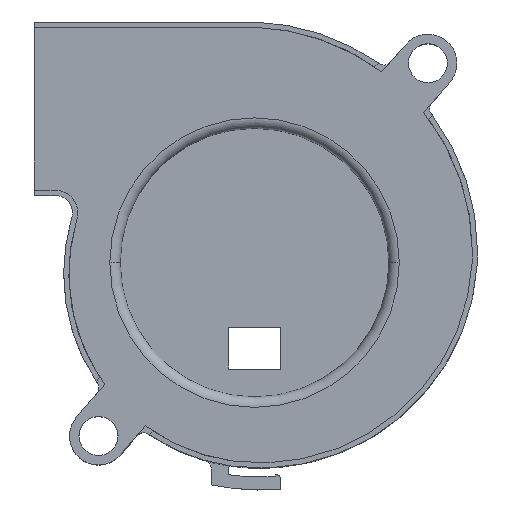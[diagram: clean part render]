
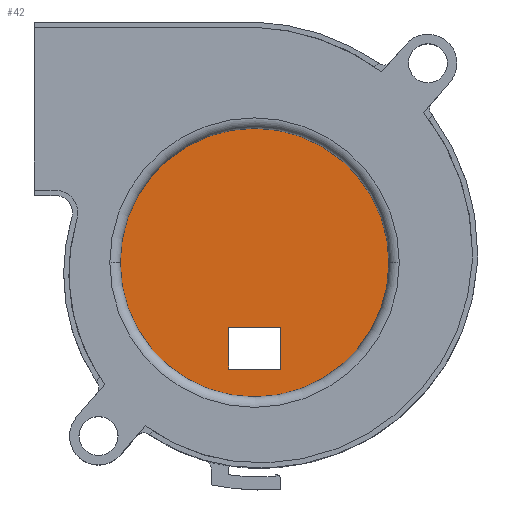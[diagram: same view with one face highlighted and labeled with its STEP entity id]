
A CAD part, top view. The second image highlights one B-rep face of the part: STEP entity #42.
In plain terms, the highlighted planar face has unit normal (0, 0, 1).
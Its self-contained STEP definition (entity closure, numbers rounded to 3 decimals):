
#42 = ADVANCED_FACE ( 'NONE', ( #4513, #1559 ), #3049, .T. ) ;
#131 = EDGE_CURVE ( 'NONE', #2418, #4292, #2891, .T. ) ;
#295 = DIRECTION ( 'NONE',  ( 1., 0., 0. ) ) ;
#332 = DIRECTION ( 'NONE',  ( -1., 0., 0. ) ) ;
#391 = EDGE_CURVE ( 'NONE', #2958, #4231, #2309, .T. ) ;
#435 = DIRECTION ( 'NONE',  ( 0., 0., -1. ) ) ;
#497 = CARTESIAN_POINT ( 'NONE',  ( -22.994, 8.958, 1.2 ) ) ;
#516 = ORIENTED_EDGE ( 'NONE', *, *, #4301, .T. ) ;
#520 = CARTESIAN_POINT ( 'NONE',  ( -25.4, 26.558, 1.2 ) ) ;
#525 = CARTESIAN_POINT ( 'NONE',  ( -25.4, 26.558, 1.2 ) ) ;
#623 = DIRECTION ( 'NONE',  ( 0., 0., 1. ) ) ;
#626 = DIRECTION ( 'NONE',  ( 0., 0., -1. ) ) ;
#767 = CARTESIAN_POINT ( 'NONE',  ( -22.994, 5.758, 1.2 ) ) ;
#802 = VERTEX_POINT ( 'NONE', #5033 ) ;
#878 = DIRECTION ( 'NONE',  ( 0.999, -0.055, 0. ) ) ;
#902 = CARTESIAN_POINT ( 'NONE',  ( 3., -12.25, 1.2 ) ) ;
#905 = CARTESIAN_POINT ( 'NONE',  ( -0.02, 26.558, 1.2 ) ) ;
#940 = ORIENTED_EDGE ( 'NONE', *, *, #2861, .F. ) ;
#952 = CARTESIAN_POINT ( 'NONE',  ( 3., -12.25, 1.2 ) ) ;
#962 = DIRECTION ( 'NONE',  ( 0., 1., 0. ) ) ;
#1011 = DIRECTION ( 'NONE',  ( 1., 0., 0. ) ) ;
#1031 = CARTESIAN_POINT ( 'NONE',  ( 24.515, 0.059, 1.2 ) ) ;
#1051 = CARTESIAN_POINT ( 'NONE',  ( -3., -7.5, 1.2 ) ) ;
#1082 = CIRCLE ( 'NONE', #4227, 3.2 ) ;
#1139 = DIRECTION ( 'NONE',  ( 0., 0., -1. ) ) ;
#1218 = DIRECTION ( 'NONE',  ( 0., 0., 1. ) ) ;
#1249 = VECTOR ( 'NONE', #5086, 1000. ) ;
#1318 = CIRCLE ( 'NONE', #2721, 3.2 ) ;
#1343 = VECTOR ( 'NONE', #3781, 1000. ) ;
#1455 = EDGE_CURVE ( 'NONE', #1798, #4139, #1990, .T. ) ;
#1479 = CARTESIAN_POINT ( 'NONE',  ( -3., -7.5, 1.2 ) ) ;
#1541 = DIRECTION ( 'NONE',  ( 1., 0., 0. ) ) ;
#1559 = FACE_BOUND ( 'NONE', #3036, .T. ) ;
#1561 = ORIENTED_EDGE ( 'NONE', *, *, #4197, .F. ) ;
#1568 = VECTOR ( 'NONE', #2671, 1000. ) ;
#1569 = DIRECTION ( 'NONE',  ( 1., 0., 0. ) ) ;
#1683 = LINE ( 'NONE', #1051, #1568 ) ;
#1752 = VERTEX_POINT ( 'NONE', #2476 ) ;
#1798 = VERTEX_POINT ( 'NONE', #2441 ) ;
#1820 = VERTEX_POINT ( 'NONE', #2089 ) ;
#1879 = CIRCLE ( 'NONE', #4782, 25.419 ) ;
#1962 = ORIENTED_EDGE ( 'NONE', *, *, #5247, .F. ) ;
#1986 = DIRECTION ( 'NONE',  ( 1., 0., 0. ) ) ;
#1990 = LINE ( 'NONE', #525, #5020 ) ;
#2017 = ORIENTED_EDGE ( 'NONE', *, *, #5363, .F. ) ;
#2089 = CARTESIAN_POINT ( 'NONE',  ( -19.929, 4.839, 1.2 ) ) ;
#2204 = VECTOR ( 'NONE', #3084, 1000. ) ;
#2218 = CIRCLE ( 'NONE', #3371, 23.869 ) ;
#2257 = LINE ( 'NONE', #5023, #2316 ) ;
#2309 = LINE ( 'NONE', #902, #1343 ) ;
#2316 = VECTOR ( 'NONE', #962, 1000. ) ;
#2324 = EDGE_CURVE ( 'NONE', #1820, #3929, #1082, .T. ) ;
#2339 = LINE ( 'NONE', #520, #1249 ) ;
#2362 = ORIENTED_EDGE ( 'NONE', *, *, #2324, .F. ) ;
#2404 = AXIS2_PLACEMENT_3D ( 'NONE', #4273, #623, #1011 ) ;
#2418 = VERTEX_POINT ( 'NONE', #3033 ) ;
#2441 = CARTESIAN_POINT ( 'NONE',  ( -25.4, 26.558, 1.2 ) ) ;
#2476 = CARTESIAN_POINT ( 'NONE',  ( 3., -7.5, 1.2 ) ) ;
#2553 = CARTESIAN_POINT ( 'NONE',  ( -25.4, 8.958, 1.2 ) ) ;
#2582 = AXIS2_PLACEMENT_3D ( 'NONE', #4440, #1139, #1569 ) ;
#2668 = DIRECTION ( 'NONE',  ( -1., 0., 0. ) ) ;
#2670 = EDGE_CURVE ( 'NONE', #3929, #5148, #1318, .T. ) ;
#2671 = DIRECTION ( 'NONE',  ( 0., -1., 0. ) ) ;
#2717 = EDGE_CURVE ( 'NONE', #5148, #4139, #5138, .T. ) ;
#2721 = AXIS2_PLACEMENT_3D ( 'NONE', #4035, #1218, #295 ) ;
#2811 = ORIENTED_EDGE ( 'NONE', *, *, #5220, .F. ) ;
#2861 = EDGE_CURVE ( 'NONE', #4292, #802, #2218, .T. ) ;
#2891 = CIRCLE ( 'NONE', #2582, 25.419 ) ;
#2948 = CARTESIAN_POINT ( 'NONE',  ( -3., -7.5, 1.2 ) ) ;
#2958 = VERTEX_POINT ( 'NONE', #952 ) ;
#3033 = CARTESIAN_POINT ( 'NONE',  ( 24.539, 1.154, 1.2 ) ) ;
#3036 = EDGE_LOOP ( 'NONE', ( #516, #2811, #3373, #1962 ) ) ;
#3049 = PLANE ( 'NONE',  #2404 ) ;
#3067 = CARTESIAN_POINT ( 'NONE',  ( 0.418, -1.256, 1.2 ) ) ;
#3084 = DIRECTION ( 'NONE',  ( 1., 0., 0. ) ) ;
#3232 = CARTESIAN_POINT ( 'NONE',  ( -19.794, 5.758, 1.2 ) ) ;
#3234 = LINE ( 'NONE', #1479, #2204 ) ;
#3371 = AXIS2_PLACEMENT_3D ( 'NONE', #3705, #435, #878 ) ;
#3373 = ORIENTED_EDGE ( 'NONE', *, *, #391, .T. ) ;
#3472 = CARTESIAN_POINT ( 'NONE',  ( -3., -12.25, 1.2 ) ) ;
#3534 = EDGE_CURVE ( 'NONE', #1798, #3994, #2339, .T. ) ;
#3627 = CARTESIAN_POINT ( 'NONE',  ( -22.994, 8.958, 1.2 ) ) ;
#3699 = ORIENTED_EDGE ( 'NONE', *, *, #1455, .T. ) ;
#3705 = CARTESIAN_POINT ( 'NONE',  ( 0.682, 1.361, 1.2 ) ) ;
#3759 = AXIS2_PLACEMENT_3D ( 'NONE', #3067, #626, #2668 ) ;
#3781 = DIRECTION ( 'NONE',  ( -1., 0., 0. ) ) ;
#3929 = VERTEX_POINT ( 'NONE', #3232 ) ;
#3994 = VERTEX_POINT ( 'NONE', #905 ) ;
#4007 = CIRCLE ( 'NONE', #3759, 21.24 ) ;
#4035 = CARTESIAN_POINT ( 'NONE',  ( -22.994, 5.758, 1.2 ) ) ;
#4125 = ORIENTED_EDGE ( 'NONE', *, *, #3534, .F. ) ;
#4139 = VERTEX_POINT ( 'NONE', #2553 ) ;
#4197 = EDGE_CURVE ( 'NONE', #802, #1820, #4007, .T. ) ;
#4224 = EDGE_LOOP ( 'NONE', ( #2017, #4125, #3699, #4288, #4722, #2362, #1561, #940, #4328 ) ) ;
#4227 = AXIS2_PLACEMENT_3D ( 'NONE', #767, #5239, #1986 ) ;
#4231 = VERTEX_POINT ( 'NONE', #3472 ) ;
#4273 = CARTESIAN_POINT ( 'NONE',  ( -0.431, 2.121, 1.2 ) ) ;
#4288 = ORIENTED_EDGE ( 'NONE', *, *, #2717, .F. ) ;
#4292 = VERTEX_POINT ( 'NONE', #1031 ) ;
#4301 = EDGE_CURVE ( 'NONE', #4526, #1752, #3234, .T. ) ;
#4328 = ORIENTED_EDGE ( 'NONE', *, *, #131, .F. ) ;
#4411 = CARTESIAN_POINT ( 'NONE',  ( -0.88, 1.154, 1.2 ) ) ;
#4440 = CARTESIAN_POINT ( 'NONE',  ( -0.88, 1.154, 1.2 ) ) ;
#4513 = FACE_OUTER_BOUND ( 'NONE', #4224, .T. ) ;
#4526 = VERTEX_POINT ( 'NONE', #2948 ) ;
#4603 = DIRECTION ( 'NONE',  ( 0., -1., 0. ) ) ;
#4679 = VECTOR ( 'NONE', #332, 1000. ) ;
#4722 = ORIENTED_EDGE ( 'NONE', *, *, #2670, .F. ) ;
#4782 = AXIS2_PLACEMENT_3D ( 'NONE', #4411, #5281, #1541 ) ;
#5020 = VECTOR ( 'NONE', #4603, 1000. ) ;
#5023 = CARTESIAN_POINT ( 'NONE',  ( 3., -12.25, 1.2 ) ) ;
#5033 = CARTESIAN_POINT ( 'NONE',  ( -2.391, -22.309, 1.2 ) ) ;
#5086 = DIRECTION ( 'NONE',  ( 1., 0., 0. ) ) ;
#5138 = LINE ( 'NONE', #3627, #4679 ) ;
#5148 = VERTEX_POINT ( 'NONE', #497 ) ;
#5220 = EDGE_CURVE ( 'NONE', #2958, #1752, #2257, .T. ) ;
#5239 = DIRECTION ( 'NONE',  ( 0., 0., 1. ) ) ;
#5247 = EDGE_CURVE ( 'NONE', #4526, #4231, #1683, .T. ) ;
#5281 = DIRECTION ( 'NONE',  ( 0., 0., -1. ) ) ;
#5363 = EDGE_CURVE ( 'NONE', #3994, #2418, #1879, .T. ) ;
